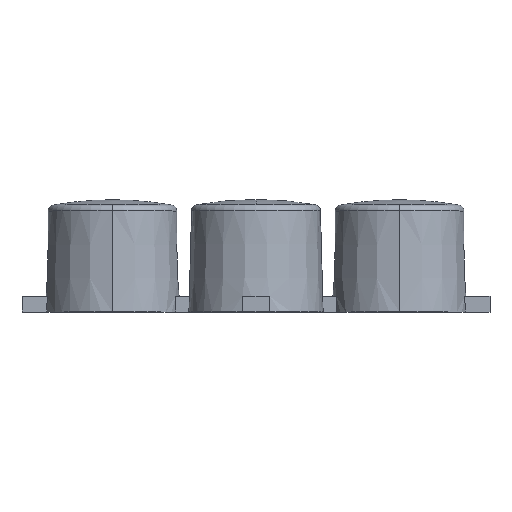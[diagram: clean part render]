
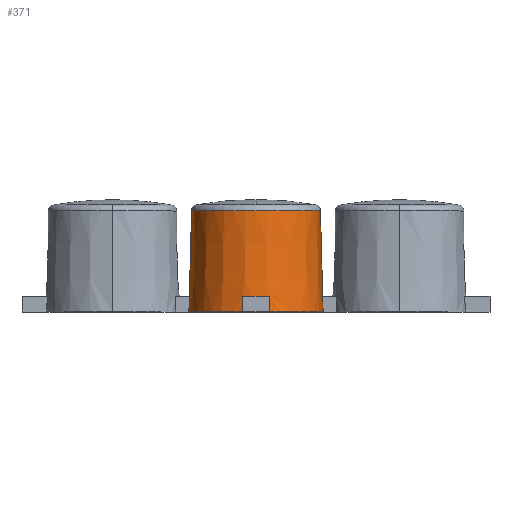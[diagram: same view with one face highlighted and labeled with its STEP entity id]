
A CAD part, top view. The second image highlights one B-rep face of the part: STEP entity #371.
In plain terms, the highlighted conical face has half-angle 1.5 degrees and reference radius 5.375 mm.
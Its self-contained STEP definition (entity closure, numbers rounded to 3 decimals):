
#105 = EDGE_CURVE ( 'NONE', #5765, #5774, #6500, .T. ) ;
#106 = EDGE_CURVE ( 'NONE', #5765, #5648, #4348, .T. ) ;
#107 = EDGE_CURVE ( 'NONE', #5676, #5648, #6512, .T. ) ;
#108 = EDGE_CURVE ( 'NONE', #5676, #5766, #4349, .T. ) ;
#109 = EDGE_CURVE ( 'NONE', #5822, #5766, #6513, .T. ) ;
#110 = EDGE_CURVE ( 'NONE', #5731, #5732, #6515, .T. ) ;
#165 = AXIS2_PLACEMENT_3D ( 'NONE', #4581, #4582, #4583 ) ;
#166 = AXIS2_PLACEMENT_3D ( 'NONE', #4591, #4592, #4593 ) ;
#167 = AXIS2_PLACEMENT_3D ( 'NONE', #4600, #4601, #4602 ) ;
#168 = AXIS2_PLACEMENT_3D ( 'NONE', #4604, #4605, #4606 ) ;
#371 = ADVANCED_FACE ( 'NONE', ( #640 ), #645, .T. ) ;
#640 = FACE_OUTER_BOUND ( 'NONE', #2086, .T. ) ;
#645 = CONICAL_SURFACE ( 'NONE', #2521, 5.375, 0.026 ) ;
#1138 = LINE ( 'NONE', #3444, #1141 ) ;
#1141 = VECTOR ( 'NONE', #3445, 1000. ) ;
#1166 = LINE ( 'NONE', #3508, #1169 ) ;
#1169 = VECTOR ( 'NONE', #3509, 1000. ) ;
#2086 = EDGE_LOOP ( 'NONE', ( #4210, #4211, #4212, #4213, #4214, #4215, #4216, #4217 ) ) ;
#2521 = AXIS2_PLACEMENT_3D ( 'NONE', #3212, #3208, #3209 ) ;
#3208 = DIRECTION ( 'NONE',  ( 0., -1., 0. ) ) ;
#3209 = DIRECTION ( 'NONE',  ( -1., 0., 0. ) ) ;
#3212 = CARTESIAN_POINT ( 'NONE',  ( 0., 0., 11.5 ) ) ;
#3444 = CARTESIAN_POINT ( 'NONE',  ( 5.375, 0., 11.5 ) ) ;
#3445 = DIRECTION ( 'NONE',  ( 0.026, -1., 0. ) ) ;
#3508 = CARTESIAN_POINT ( 'NONE',  ( -5.375, 0., 11.5 ) ) ;
#3509 = DIRECTION ( 'NONE',  ( -0.026, -1., 0. ) ) ;
#3650 = EDGE_CURVE ( 'NONE', #5731, #5774, #1138, .T. ) ;
#3671 = EDGE_CURVE ( 'NONE', #5732, #5822, #1166, .T. ) ;
#4210 = ORIENTED_EDGE ( 'NONE', *, *, #3650, .F. ) ;
#4211 = ORIENTED_EDGE ( 'NONE', *, *, #110, .T. ) ;
#4212 = ORIENTED_EDGE ( 'NONE', *, *, #3671, .T. ) ;
#4213 = ORIENTED_EDGE ( 'NONE', *, *, #109, .T. ) ;
#4214 = ORIENTED_EDGE ( 'NONE', *, *, #108, .F. ) ;
#4215 = ORIENTED_EDGE ( 'NONE', *, *, #107, .T. ) ;
#4216 = ORIENTED_EDGE ( 'NONE', *, *, #106, .F. ) ;
#4217 = ORIENTED_EDGE ( 'NONE', *, *, #105, .T. ) ;
#4348 = B_SPLINE_CURVE_WITH_KNOTS ( 'NONE', 3,
 ( #4584, #4579, #4580, #4585, #4586, #4587, #4588 ),
 .UNSPECIFIED., .F., .F.,
 ( 4, 3, 4 ),
 ( 0.003, 0.003, 0.004 ),
 .UNSPECIFIED. ) ;
#4349 = B_SPLINE_CURVE_WITH_KNOTS ( 'NONE', 3,
 ( #4594, #4589, #4590, #4595, #4596, #4597, #4598 ),
 .UNSPECIFIED., .F., .F.,
 ( 4, 3, 4 ),
 ( 0.002, 0.003, 0.003 ),
 .UNSPECIFIED. ) ;
#4579 = CARTESIAN_POINT ( 'NONE',  ( 1.075, 0.052, 16.765 ) ) ;
#4580 = CARTESIAN_POINT ( 'NONE',  ( 1.075, 0.104, 16.764 ) ) ;
#4581 = CARTESIAN_POINT ( 'NONE',  ( 0., 0., 11.5 ) ) ;
#4582 = DIRECTION ( 'NONE',  ( 0., 1., 0. ) ) ;
#4583 = DIRECTION ( 'NONE',  ( 1., 0., 0. ) ) ;
#4584 = CARTESIAN_POINT ( 'NONE',  ( 1.075, 0., 16.766 ) ) ;
#4585 = CARTESIAN_POINT ( 'NONE',  ( 1.075, 0.157, 16.762 ) ) ;
#4586 = CARTESIAN_POINT ( 'NONE',  ( 1.075, 0.521, 16.752 ) ) ;
#4587 = CARTESIAN_POINT ( 'NONE',  ( 1.075, 0.886, 16.743 ) ) ;
#4588 = CARTESIAN_POINT ( 'NONE',  ( 1.075, 1.25, 16.733 ) ) ;
#4589 = CARTESIAN_POINT ( 'NONE',  ( -1.075, 0.886, 16.743 ) ) ;
#4590 = CARTESIAN_POINT ( 'NONE',  ( -1.075, 0.521, 16.752 ) ) ;
#4591 = CARTESIAN_POINT ( 'NONE',  ( 0., 1.25, 11.5 ) ) ;
#4592 = DIRECTION ( 'NONE',  ( 0., 1., 0. ) ) ;
#4593 = DIRECTION ( 'NONE',  ( 1., 0., 0. ) ) ;
#4594 = CARTESIAN_POINT ( 'NONE',  ( -1.075, 1.25, 16.733 ) ) ;
#4595 = CARTESIAN_POINT ( 'NONE',  ( -1.075, 0.157, 16.762 ) ) ;
#4596 = CARTESIAN_POINT ( 'NONE',  ( -1.075, 0.104, 16.764 ) ) ;
#4597 = CARTESIAN_POINT ( 'NONE',  ( -1.075, 0.052, 16.765 ) ) ;
#4598 = CARTESIAN_POINT ( 'NONE',  ( -1.075, 0., 16.766 ) ) ;
#4600 = CARTESIAN_POINT ( 'NONE',  ( 0., 0., 11.5 ) ) ;
#4601 = DIRECTION ( 'NONE',  ( 0., 1., 0. ) ) ;
#4602 = DIRECTION ( 'NONE',  ( 1., 0., 0. ) ) ;
#4604 = CARTESIAN_POINT ( 'NONE',  ( 0., 8.096, 11.5 ) ) ;
#4605 = DIRECTION ( 'NONE',  ( 0., -1., 0. ) ) ;
#4606 = DIRECTION ( 'NONE',  ( 1., 0., 0. ) ) ;
#4925 = CARTESIAN_POINT ( 'NONE',  ( 1.075, 1.25, 16.733 ) ) ;
#4949 = CARTESIAN_POINT ( 'NONE',  ( -1.075, 1.25, 16.733 ) ) ;
#5004 = CARTESIAN_POINT ( 'NONE',  ( 5.163, 8.096, 11.5 ) ) ;
#5005 = CARTESIAN_POINT ( 'NONE',  ( -5.163, 8.096, 11.5 ) ) ;
#5038 = CARTESIAN_POINT ( 'NONE',  ( 1.075, 0., 16.766 ) ) ;
#5039 = CARTESIAN_POINT ( 'NONE',  ( -1.075, 0., 16.766 ) ) ;
#5047 = CARTESIAN_POINT ( 'NONE',  ( 5.375, 0., 11.5 ) ) ;
#5095 = CARTESIAN_POINT ( 'NONE',  ( -5.375, 0., 11.5 ) ) ;
#5648 = VERTEX_POINT ( 'NONE', #4925 ) ;
#5676 = VERTEX_POINT ( 'NONE', #4949 ) ;
#5731 = VERTEX_POINT ( 'NONE', #5004 ) ;
#5732 = VERTEX_POINT ( 'NONE', #5005 ) ;
#5765 = VERTEX_POINT ( 'NONE', #5038 ) ;
#5766 = VERTEX_POINT ( 'NONE', #5039 ) ;
#5774 = VERTEX_POINT ( 'NONE', #5047 ) ;
#5822 = VERTEX_POINT ( 'NONE', #5095 ) ;
#6500 = CIRCLE ( 'NONE', #165, 5.375 ) ;
#6512 = CIRCLE ( 'NONE', #166, 5.342 ) ;
#6513 = CIRCLE ( 'NONE', #167, 5.375 ) ;
#6515 = CIRCLE ( 'NONE', #168, 5.163 ) ;
